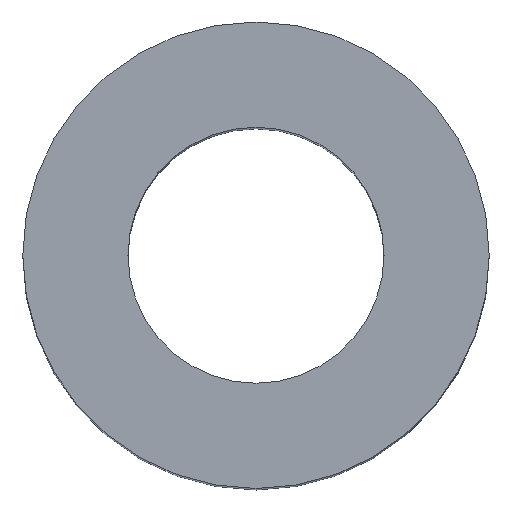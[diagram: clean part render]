
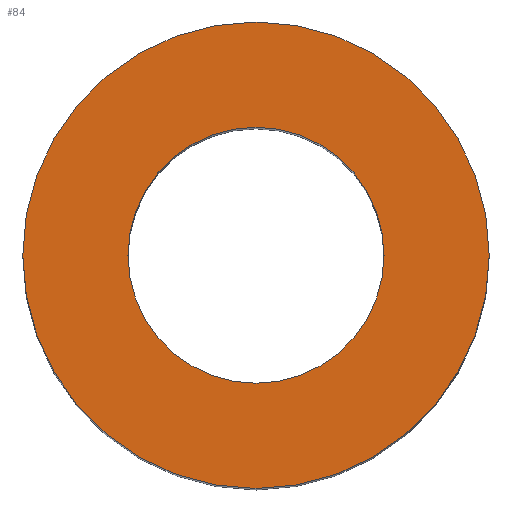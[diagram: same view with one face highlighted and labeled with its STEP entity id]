
A CAD part, top view. The second image highlights one B-rep face of the part: STEP entity #84.
In plain terms, the highlighted planar face has unit normal (0, 0, 1).
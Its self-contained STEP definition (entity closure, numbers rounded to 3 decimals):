
#31=ORIENTED_EDGE('',*,*,#40,.F.);
#32=ORIENTED_EDGE('',*,*,#39,.F.);
#39=EDGE_CURVE('',#45,#45,#51,.T.);
#40=EDGE_CURVE('',#46,#46,#52,.T.);
#45=VERTEX_POINT('',#151);
#46=VERTEX_POINT('',#154);
#51=CIRCLE('',#107,4.1);
#52=CIRCLE('',#109,2.25);
#61=EDGE_LOOP('',(#31));
#62=EDGE_LOOP('',(#32));
#73=FACE_BOUND('',#61,.T.);
#74=FACE_BOUND('',#62,.T.);
#79=PLANE('',#108);
#84=ADVANCED_FACE('',(#73,#74),#79,.T.);
#107=AXIS2_PLACEMENT_3D('',#150,#129,#130);
#108=AXIS2_PLACEMENT_3D('',#152,#131,#132);
#109=AXIS2_PLACEMENT_3D('',#153,#133,#134);
#129=DIRECTION('',(0.,0.,-1.));
#130=DIRECTION('',(-1.,0.,0.));
#131=DIRECTION('',(0.,0.,1.));
#132=DIRECTION('',(1.,0.,0.));
#133=DIRECTION('',(0.,0.,1.));
#134=DIRECTION('',(1.,0.,0.));
#150=CARTESIAN_POINT('',(0.,0.,16.4));
#151=CARTESIAN_POINT('',(-4.1,0.,16.4));
#152=CARTESIAN_POINT('',(-4.1,0.,16.4));
#153=CARTESIAN_POINT('',(0.,0.,16.4));
#154=CARTESIAN_POINT('',(2.25,0.,16.4));
